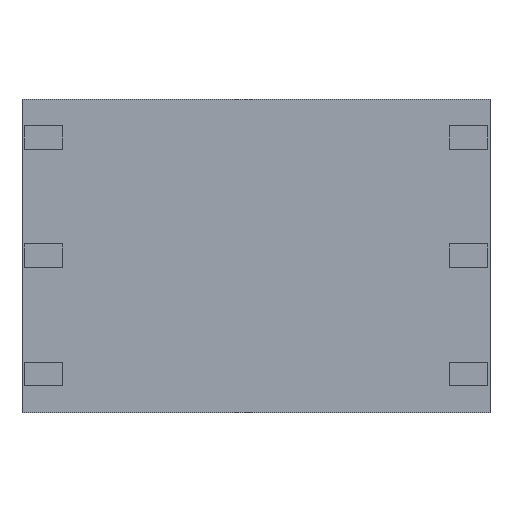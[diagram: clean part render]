
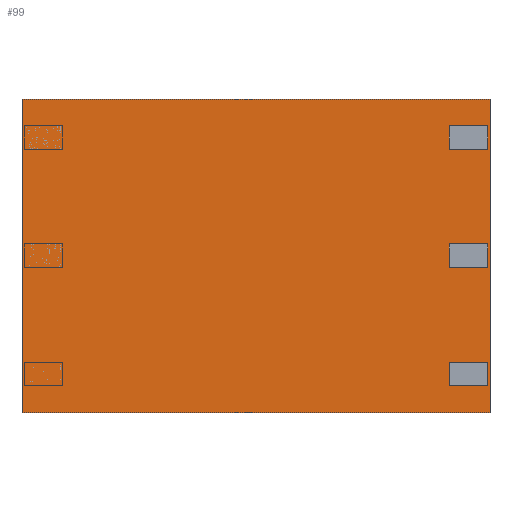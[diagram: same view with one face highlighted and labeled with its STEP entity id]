
A CAD part, front view. The second image highlights one B-rep face of the part: STEP entity #99.
In plain terms, the highlighted planar face has unit normal (0, -1, 0).
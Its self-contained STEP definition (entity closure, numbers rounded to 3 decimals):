
#99 = ADVANCED_FACE ( 'NONE', ( #5391 ), #6504, .T. ) ;
#380 = EDGE_CURVE ( 'NONE', #5797, #5781, #2525, .T. ) ;
#383 = EDGE_CURVE ( 'NONE', #5782, #5815, #2534, .T. ) ;
#384 = EDGE_CURVE ( 'NONE', #5815, #5781, #2537, .T. ) ;
#385 = EDGE_CURVE ( 'NONE', #5782, #5797, #2540, .T. ) ;
#1422 = VECTOR ( 'NONE', #2527, 1000. ) ;
#1425 = VECTOR ( 'NONE', #2536, 1000. ) ;
#1426 = VECTOR ( 'NONE', #2539, 1000. ) ;
#1427 = VECTOR ( 'NONE', #2542, 1000. ) ;
#2525 = LINE ( 'NONE', #2526, #1422 ) ;
#2526 = CARTESIAN_POINT ( 'NONE',  ( 0., 0., -6.73 ) ) ;
#2527 = DIRECTION ( 'NONE',  ( 0., 0., 1. ) ) ;
#2534 = LINE ( 'NONE', #2535, #1425 ) ;
#2535 = CARTESIAN_POINT ( 'NONE',  ( -10.05, 0., -6.73 ) ) ;
#2536 = DIRECTION ( 'NONE',  ( 0., 0., 1. ) ) ;
#2537 = LINE ( 'NONE', #2538, #1426 ) ;
#2538 = CARTESIAN_POINT ( 'NONE',  ( 0., 0., 0. ) ) ;
#2539 = DIRECTION ( 'NONE',  ( 1., 0., 0. ) ) ;
#2540 = LINE ( 'NONE', #2541, #1427 ) ;
#2541 = CARTESIAN_POINT ( 'NONE',  ( 0., 0., -6.73 ) ) ;
#2542 = DIRECTION ( 'NONE',  ( 1., 0., 0. ) ) ;
#3766 = EDGE_LOOP ( 'NONE', ( #3838, #3840, #3839, #3841 ) ) ;
#3838 = ORIENTED_EDGE ( 'NONE', *, *, #384, .F. ) ;
#3839 = ORIENTED_EDGE ( 'NONE', *, *, #385, .T. ) ;
#3840 = ORIENTED_EDGE ( 'NONE', *, *, #383, .F. ) ;
#3841 = ORIENTED_EDGE ( 'NONE', *, *, #380, .T. ) ;
#5161 = CARTESIAN_POINT ( 'NONE',  ( 0., 0., 0. ) ) ;
#5162 = CARTESIAN_POINT ( 'NONE',  ( -10.05, 0., -6.73 ) ) ;
#5177 = CARTESIAN_POINT ( 'NONE',  ( 0., 0., -6.73 ) ) ;
#5195 = CARTESIAN_POINT ( 'NONE',  ( -10.05, 0., 0. ) ) ;
#5391 = FACE_OUTER_BOUND ( 'NONE', #3766, .T. ) ;
#5396 = AXIS2_PLACEMENT_3D ( 'NONE', #6505, #6506, #6507 ) ;
#5781 = VERTEX_POINT ( 'NONE', #5161 ) ;
#5782 = VERTEX_POINT ( 'NONE', #5162 ) ;
#5797 = VERTEX_POINT ( 'NONE', #5177 ) ;
#5815 = VERTEX_POINT ( 'NONE', #5195 ) ;
#6504 = PLANE ( 'NONE',  #5396 ) ;
#6505 = CARTESIAN_POINT ( 'NONE',  ( 0., 0., -6.73 ) ) ;
#6506 = DIRECTION ( 'NONE',  ( 0., -1., 0. ) ) ;
#6507 = DIRECTION ( 'NONE',  ( 1., 0., 0. ) ) ;
